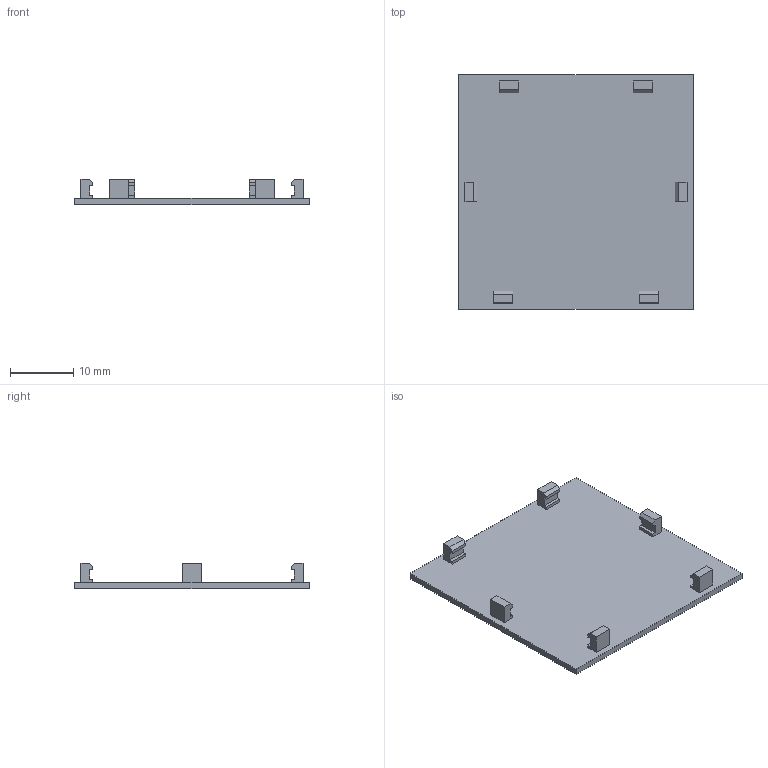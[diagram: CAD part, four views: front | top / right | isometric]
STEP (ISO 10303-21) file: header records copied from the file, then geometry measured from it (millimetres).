
FILE_DESCRIPTION(('FreeCAD Model'),'2;1');
FILE_NAME('Open CASCADE Shape Model','2026-01-04T12:46:08',(''),(''), 'Open CASCADE STEP processor 7.8','FreeCAD','Unknown');
FILE_SCHEMA(('AUTOMOTIVE_DESIGN { 1 0 10303 214 1 1 1 1 }'));
Length unit declared in the file: millimetre
Products named in the file (1): Chamfer
Bounding box: 37 x 37 x 4 mm (x, y, z)
Volume: 1454.5 mm3; surface area: 3063.7 mm2
Topology: 1 solids, 1 shells, 66 faces, 174 edges, 116 vertices
Faces by surface type: plane 66
Entity records: 2020 total; most frequent: CARTESIAN_POINT 357, ORIENTED_EDGE 348, DIRECTION 308, EDGE_CURVE 174, LINE 174, VECTOR 174, VERTEX_POINT 116, FACE_BOUND 72
